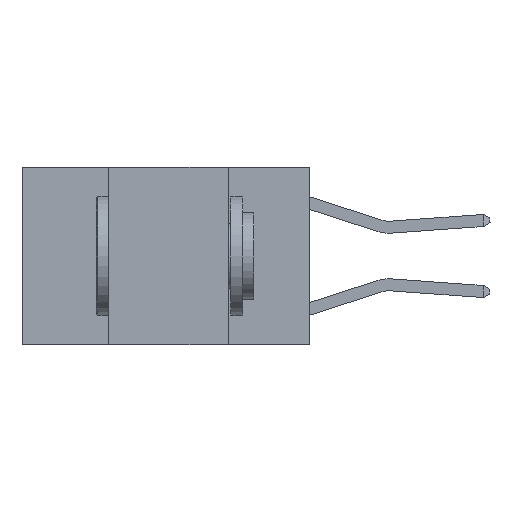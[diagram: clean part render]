
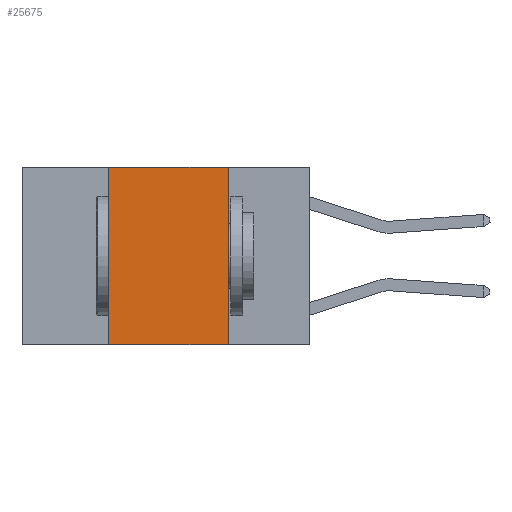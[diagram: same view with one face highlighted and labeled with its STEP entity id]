
A CAD part, left-side view. The second image highlights one B-rep face of the part: STEP entity #25675.
In plain terms, the highlighted planar face has unit normal (-1, 0, 0).
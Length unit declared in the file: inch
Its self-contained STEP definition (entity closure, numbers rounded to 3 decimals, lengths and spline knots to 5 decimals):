
#82 = DIRECTION ( 'NONE',  ( 0., -1., 0. ) ) ;
#1364 = EDGE_LOOP ( 'NONE', ( #2341, #9398, #13123, #2047 ) ) ;
#1763 = CARTESIAN_POINT ( 'NONE',  ( 0., 0.42, 0. ) ) ;
#1950 = CARTESIAN_POINT ( 'NONE',  ( 0., 0.42, -0.37 ) ) ;
#1955 = CARTESIAN_POINT ( 'NONE',  ( 0., 0.6, 0. ) ) ;
#2047 = ORIENTED_EDGE ( 'NONE', *, *, #26613, .T. ) ;
#2341 = ORIENTED_EDGE ( 'NONE', *, *, #2684, .F. ) ;
#2634 = LINE ( 'NONE', #11008, #25735 ) ;
#2684 = EDGE_CURVE ( 'NONE', #16556, #17727, #2634, .T. ) ;
#4620 = LINE ( 'NONE', #15272, #8371 ) ;
#4692 = PLANE ( 'NONE',  #7467 ) ;
#5081 = DIRECTION ( 'NONE',  ( 1., 0., 0. ) ) ;
#5214 = CARTESIAN_POINT ( 'NONE',  ( 0., 0.6, 0. ) ) ;
#6152 = EDGE_CURVE ( 'NONE', #21918, #16556, #18552, .T. ) ;
#7467 = AXIS2_PLACEMENT_3D ( 'NONE', #5214, #5081, #11162 ) ;
#8371 = VECTOR ( 'NONE', #12863, 39.37008 ) ;
#8862 = DIRECTION ( 'NONE',  ( 0., 0., -1. ) ) ;
#9013 = FACE_OUTER_BOUND ( 'NONE', #1364, .T. ) ;
#9398 = ORIENTED_EDGE ( 'NONE', *, *, #6152, .F. ) ;
#10792 = LINE ( 'NONE', #19017, #19386 ) ;
#10919 = CARTESIAN_POINT ( 'NONE',  ( 0., 0.17, 0. ) ) ;
#11008 = CARTESIAN_POINT ( 'NONE',  ( 0., 0.17, 0. ) ) ;
#11162 = DIRECTION ( 'NONE',  ( 0., 0., -1. ) ) ;
#12863 = DIRECTION ( 'NONE',  ( 0., -1., 0. ) ) ;
#13123 = ORIENTED_EDGE ( 'NONE', *, *, #16569, .F. ) ;
#15209 = VECTOR ( 'NONE', #82, 39.37008 ) ;
#15272 = CARTESIAN_POINT ( 'NONE',  ( 0., 0.6, -0.37 ) ) ;
#16556 = VERTEX_POINT ( 'NONE', #10919 ) ;
#16569 = EDGE_CURVE ( 'NONE', #23411, #21918, #10792, .T. ) ;
#17727 = VERTEX_POINT ( 'NONE', #22309 ) ;
#18552 = LINE ( 'NONE', #1955, #15209 ) ;
#19017 = CARTESIAN_POINT ( 'NONE',  ( 0., 0.42, 0. ) ) ;
#19386 = VECTOR ( 'NONE', #25223, 39.37008 ) ;
#21918 = VERTEX_POINT ( 'NONE', #1763 ) ;
#22309 = CARTESIAN_POINT ( 'NONE',  ( 0., 0.17, -0.37 ) ) ;
#23411 = VERTEX_POINT ( 'NONE', #1950 ) ;
#25223 = DIRECTION ( 'NONE',  ( 0., 0., 1. ) ) ;
#25675 = ADVANCED_FACE ( 'NONE', ( #9013 ), #4692, .F. ) ;
#25735 = VECTOR ( 'NONE', #8862, 39.37008 ) ;
#26613 = EDGE_CURVE ( 'NONE', #23411, #17727, #4620, .T. ) ;
